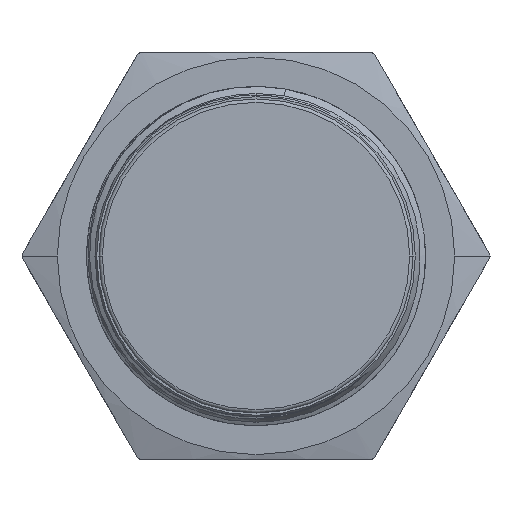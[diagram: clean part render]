
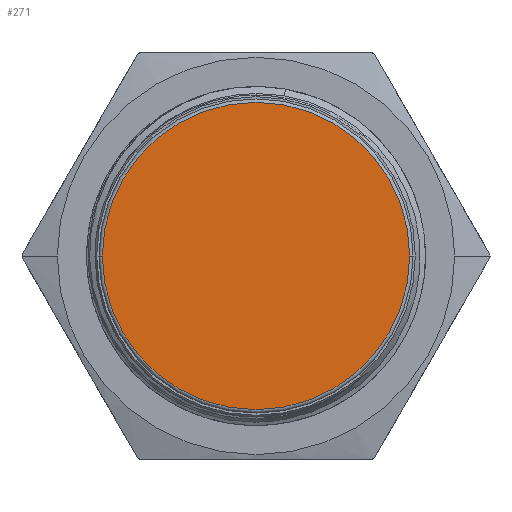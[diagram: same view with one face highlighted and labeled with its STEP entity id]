
A CAD part, front view. The second image highlights one B-rep face of the part: STEP entity #271.
In plain terms, the highlighted planar face has unit normal (0, -1, 0).
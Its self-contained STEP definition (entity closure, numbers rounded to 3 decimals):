
#120=PLANE('',#3503);
#271=ADVANCED_FACE('',(#481),#120,.F.);
#481=FACE_OUTER_BOUND('',#669,.T.);
#669=EDGE_LOOP('',(#1258,#1259));
#876=CIRCLE('',#3500,13.6);
#877=CIRCLE('',#3502,13.6);
#1258=ORIENTED_EDGE('',*,*,#2669,.T.);
#1259=ORIENTED_EDGE('',*,*,#2668,.T.);
#2318=VERTEX_POINT('',#4478);
#2319=VERTEX_POINT('',#4480);
#2668=EDGE_CURVE('',#2318,#2319,#876,.T.);
#2669=EDGE_CURVE('',#2319,#2318,#877,.T.);
#3500=AXIS2_PLACEMENT_3D('',#4481,#3773,#3774);
#3502=AXIS2_PLACEMENT_3D('',#4483,#3777,#3778);
#3503=AXIS2_PLACEMENT_3D('',#4484,#3779,#3780);
#3773=DIRECTION('',(0.,-1.,0.));
#3774=DIRECTION('',(1.,0.,0.));
#3777=DIRECTION('',(0.,-1.,0.));
#3778=DIRECTION('',(-1.,0.,0.));
#3779=DIRECTION('',(0.,1.,0.));
#3780=DIRECTION('',(-1.,0.,0.));
#4478=CARTESIAN_POINT('',(13.6,-15.,0.));
#4480=CARTESIAN_POINT('',(-13.6,-15.,0.));
#4481=CARTESIAN_POINT('',(0.,-15.,0.));
#4483=CARTESIAN_POINT('',(0.,-15.,0.));
#4484=CARTESIAN_POINT('',(0.,-15.,0.));
